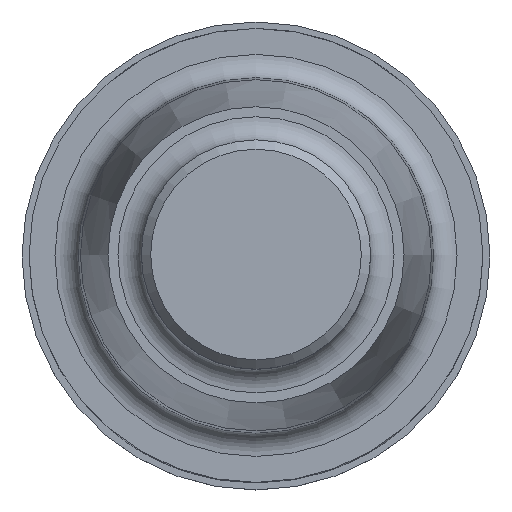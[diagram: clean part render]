
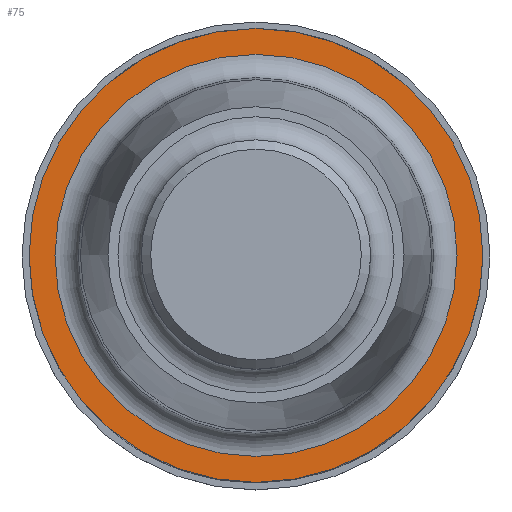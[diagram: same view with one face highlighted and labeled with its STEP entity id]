
A CAD part, top view. The second image highlights one B-rep face of the part: STEP entity #75.
In plain terms, the highlighted planar face has unit normal (0, 0, 1).
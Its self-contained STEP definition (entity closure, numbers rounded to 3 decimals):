
#75=ADVANCED_FACE('',(#114,#115),#102,.F.);
#102=PLANE('',#460);
#114=FACE_BOUND('',#144,.T.);
#115=FACE_BOUND('',#145,.T.);
#144=EDGE_LOOP('',(#186));
#145=EDGE_LOOP('',(#187));
#186=ORIENTED_EDGE('',*,*,#296,.T.);
#187=ORIENTED_EDGE('',*,*,#297,.F.);
#264=VERTEX_POINT('',#642);
#265=VERTEX_POINT('',#644);
#296=EDGE_CURVE('',#264,#264,#335,.T.);
#297=EDGE_CURVE('',#265,#265,#336,.T.);
#335=CIRCLE('',#458,4.85);
#336=CIRCLE('',#459,4.296);
#458=AXIS2_PLACEMENT_3D('',#641,#516,#517);
#459=AXIS2_PLACEMENT_3D('',#643,#518,#519);
#460=AXIS2_PLACEMENT_3D('',#645,#520,#521);
#516=DIRECTION('',(0.,0.,1.));
#517=DIRECTION('',(1.,0.,0.));
#518=DIRECTION('',(0.,0.,1.));
#519=DIRECTION('',(1.,0.,0.));
#520=DIRECTION('',(0.,0.,-1.));
#521=DIRECTION('',(-1.,0.,0.));
#641=CARTESIAN_POINT('',(0.,0.,0.));
#642=CARTESIAN_POINT('',(4.85,0.,0.));
#643=CARTESIAN_POINT('',(0.,0.,0.));
#644=CARTESIAN_POINT('',(4.296,0.,0.));
#645=CARTESIAN_POINT('',(0.,4.85,0.));
